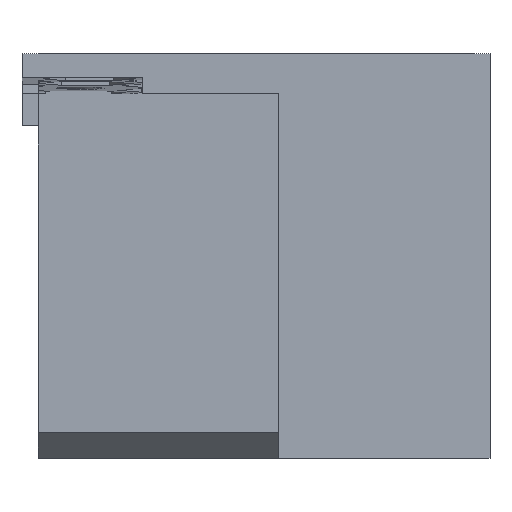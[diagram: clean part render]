
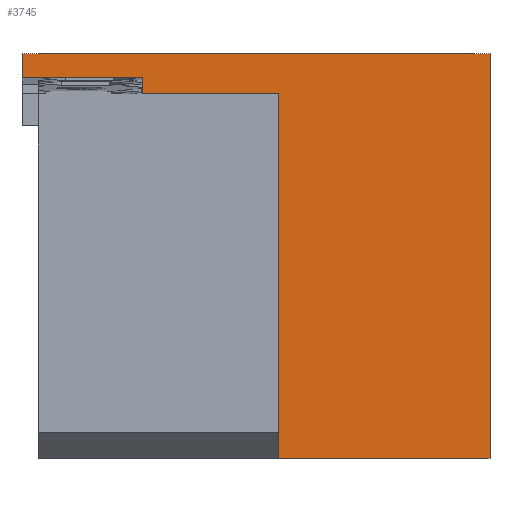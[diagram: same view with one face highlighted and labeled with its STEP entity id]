
A CAD part, left-side view. The second image highlights one B-rep face of the part: STEP entity #3745.
In plain terms, the highlighted planar face has unit normal (-1, 0, 0).
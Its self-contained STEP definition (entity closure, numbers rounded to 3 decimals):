
#193=PLANE('',#3926);
#357=FACE_OUTER_BOUND('',#531,.T.);
#531=EDGE_LOOP('',(#3300,#3301,#3302,#3303,#3304,#3305,#3306,#3307));
#1036=LINE('',#6000,#1545);
#1041=LINE('',#6010,#1550);
#1048=LINE('',#6188,#1557);
#1057=LINE('',#6507,#1566);
#1066=LINE('',#6519,#1575);
#1067=LINE('',#6521,#1576);
#1068=LINE('',#6523,#1577);
#1069=LINE('',#6524,#1578);
#1545=VECTOR('',#4666,10.);
#1550=VECTOR('',#4673,10.);
#1557=VECTOR('',#4684,10.);
#1566=VECTOR('',#4701,10.);
#1575=VECTOR('',#4712,10.);
#1576=VECTOR('',#4713,10.);
#1577=VECTOR('',#4714,10.);
#1578=VECTOR('',#4715,10.);
#1946=VERTEX_POINT('',#5997);
#1947=VERTEX_POINT('',#5999);
#1951=VERTEX_POINT('',#6009);
#1953=VERTEX_POINT('',#6186);
#1956=VERTEX_POINT('',#6505);
#1958=VERTEX_POINT('',#6518);
#1959=VERTEX_POINT('',#6520);
#1960=VERTEX_POINT('',#6522);
#2431=EDGE_CURVE('',#1947,#1946,#1036,.T.);
#2436=EDGE_CURVE('',#1946,#1951,#1041,.T.);
#2445=EDGE_CURVE('',#1951,#1953,#1048,.T.);
#2458=EDGE_CURVE('',#1953,#1956,#1057,.T.);
#2467=EDGE_CURVE('',#1956,#1958,#1066,.T.);
#2468=EDGE_CURVE('',#1958,#1959,#1067,.T.);
#2469=EDGE_CURVE('',#1960,#1959,#1068,.T.);
#2470=EDGE_CURVE('',#1947,#1960,#1069,.T.);
#3300=ORIENTED_EDGE('',*,*,#2436,.T.);
#3301=ORIENTED_EDGE('',*,*,#2445,.T.);
#3302=ORIENTED_EDGE('',*,*,#2458,.T.);
#3303=ORIENTED_EDGE('',*,*,#2467,.T.);
#3304=ORIENTED_EDGE('',*,*,#2468,.T.);
#3305=ORIENTED_EDGE('',*,*,#2469,.F.);
#3306=ORIENTED_EDGE('',*,*,#2470,.F.);
#3307=ORIENTED_EDGE('',*,*,#2431,.T.);
#3745=ADVANCED_FACE('',(#357),#193,.T.);
#3926=AXIS2_PLACEMENT_3D('',#6517,#4710,#4711);
#4666=DIRECTION('',(0.,0.,-1.));
#4673=DIRECTION('',(0.,-1.,0.));
#4684=DIRECTION('',(0.,0.,-1.));
#4701=DIRECTION('',(0.,-1.,0.));
#4710=DIRECTION('center_axis',(-1.,0.,0.));
#4711=DIRECTION('ref_axis',(0.,1.,0.));
#4712=DIRECTION('',(0.,0.,-1.));
#4713=DIRECTION('',(0.,-1.,0.));
#4714=DIRECTION('',(0.,0.,-1.));
#4715=DIRECTION('',(0.,-1.,0.));
#5997=CARTESIAN_POINT('',(-2.,56.3,2.));
#5999=CARTESIAN_POINT('',(-2.,56.3,5.));
#6000=CARTESIAN_POINT('',(-2.,56.3,5.));
#6009=CARTESIAN_POINT('',(-2.,41.3,2.));
#6010=CARTESIAN_POINT('',(-2.,20.65,2.));
#6186=CARTESIAN_POINT('',(-2.,41.3,0.));
#6188=CARTESIAN_POINT('',(-2.,41.3,2.5));
#6505=CARTESIAN_POINT('',(-2.,24.3,0.));
#6507=CARTESIAN_POINT('',(-2.,27.65,0.));
#6517=CARTESIAN_POINT('Origin',(-2.,0.,5.));
#6518=CARTESIAN_POINT('',(-2.,24.3,-45.398));
#6519=CARTESIAN_POINT('',(-2.,24.3,1.5));
#6520=CARTESIAN_POINT('',(-2.,-2.,-45.398));
#6521=CARTESIAN_POINT('',(-2.,54.3,-45.398));
#6522=CARTESIAN_POINT('',(-2.,-2.,5.));
#6523=CARTESIAN_POINT('',(-2.,-2.,5.));
#6524=CARTESIAN_POINT('',(-2.,56.3,5.));
